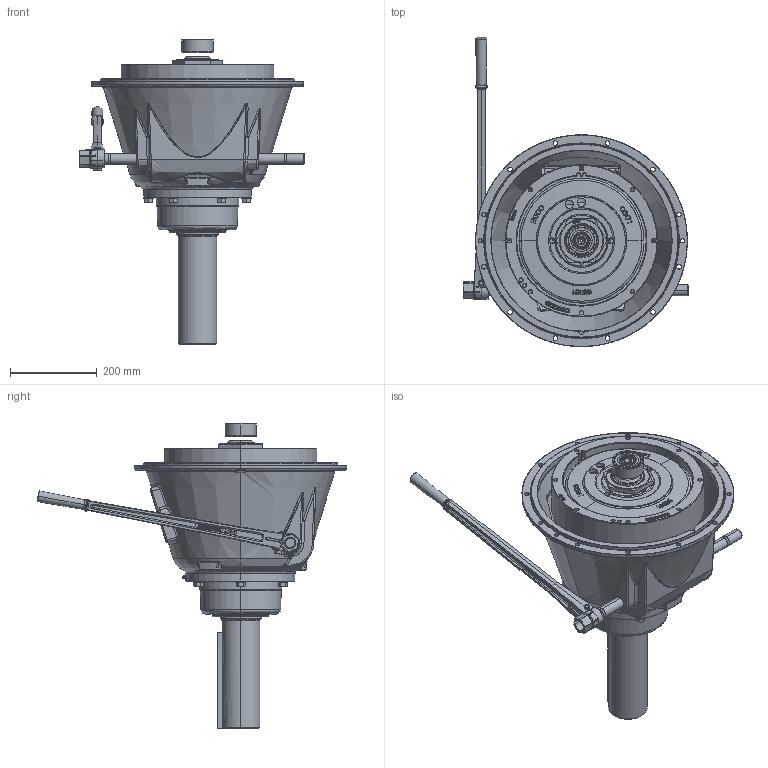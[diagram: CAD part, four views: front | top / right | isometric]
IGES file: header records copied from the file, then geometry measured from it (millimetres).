
Start section: SolidWorks IGES file using analytic representation for surfaces
Global section: file name: SP311P201.IGS; native system: SolidWorks 2010; preprocessor: SolidWorks 2010; author: josephl; date: 131122.151931; units: inch
Bounding box: 520.6 x 715.07 x 705.67 mm (x, y, z)
Surface area: 1410708.1 mm2 (no closed solid volume)
Topology: 0 solids, 0 shells, 1220 faces, 24309 edges, 24289 vertices
Faces by surface type: bspline 802, revolution 418
